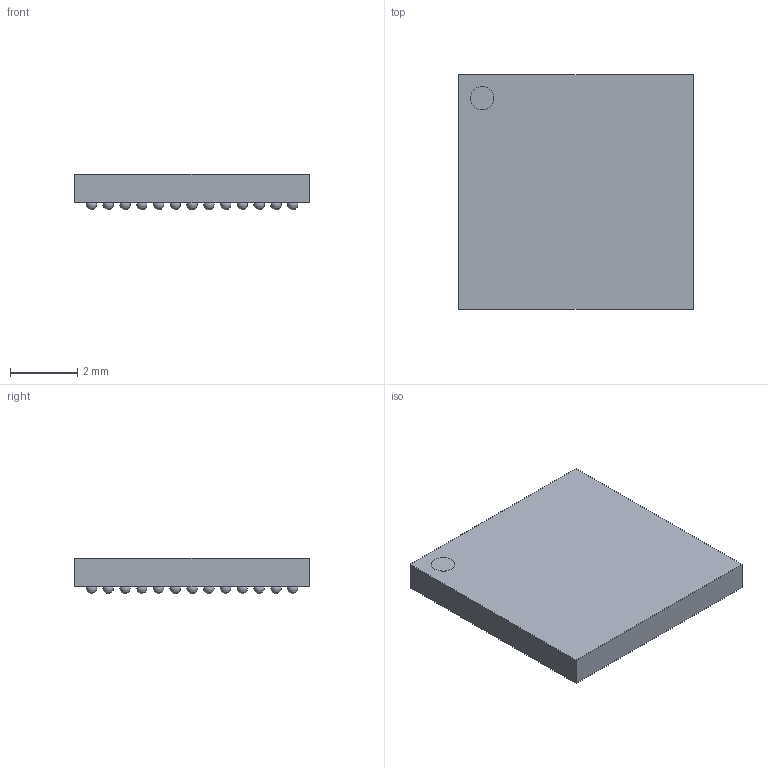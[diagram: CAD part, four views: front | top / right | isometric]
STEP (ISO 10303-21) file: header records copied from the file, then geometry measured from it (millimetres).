
FILE_DESCRIPTION(/* description */ ('model of BGA-144_7.0x7.0mm_Layout13x13_P0.5mm_Ball0.3mm_Pad0.25mm_NSMD'),/* implementation_level */ '2;1');
FILE_NAME(/* name */ 'BGA-144_7.0x7.0mm_Layout13x13_P0.5mm_Ball0.3mm_Pad0.25mm_NSMD.step',/* time_stamp */ '1970-01-01T00:00:00',/* author */ ('KiCAD','kicad'),/* organization */ ('OCCT'),/* preprocessor_version */ '',/* originating_system */ 'KiCAD',/* authorisation */ '');
FILE_SCHEMA(('AUTOMOTIVE_DESIGN { 1 0 10303 214 1 1 1 1 }'));
Length unit declared in the file: millimetre
Products named in the file (1): BGA-144_7.0x7.0mm_Layout13x13_P0.5mm_Ball0.3mm_Pad0.25mm_NSMD
Bounding box: 7 x 7 x 1.06 mm (x, y, z)
Volume: 43.4 mm3; surface area: 141.3 mm2
Topology: 1 solids, 1 shells, 152 faces, 447 edges, 298 vertices
Faces by surface type: sphere 144, plane 7, cylinder 1
Full cylindrical faces by diameter (mm): 0.7 x1
Entity records: 3636 total; most frequent: CARTESIAN_POINT 589, ORIENTED_EDGE 455, AXIS2_PLACEMENT_3D 442, EDGE_CURVE 303, VERTEX_POINT 298, FACE_BOUND 297, EDGE_LOOP 297, CIRCLE 290
